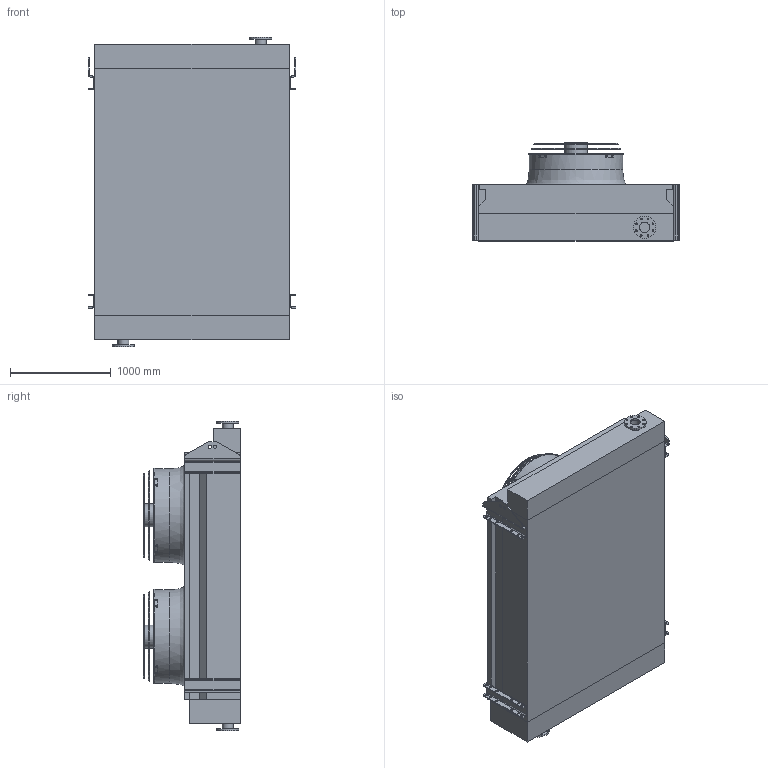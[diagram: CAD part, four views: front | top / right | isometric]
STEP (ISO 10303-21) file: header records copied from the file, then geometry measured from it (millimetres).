
FILE_DESCRIPTION (( 'STEP AP203' ), '1' );
FILE_NAME ('BOL__02M_I.STEP', '2017-03-24T09:48:13', ( 'Alfa Laval' ), ( 'Alfa Laval' ), 'SwSTEP 2.0', 'SolidWorks 2016', '' );
FILE_SCHEMA (( 'CONFIG_CONTROL_DESIGN' ));
Length unit declared in the file: millimetre
Products named in the file (4): BO_ON BOARD_LIGHT_BOCF_48T_M_2M; BOFE_I_LIGHT_BOL2M; BOFA_LIGHT_�910 IEC; BOL__02M_I
Assembly tree (4 placements, depth 2):
  BOL__02M_I
    BO_ON BOARD_LIGHT_BOCF_48T_M_2M
    BOFE_I_LIGHT_BOL2M
    BOFA_LIGHT_�910 IEC  x2
Bounding box: 2060 x 970 x 3070 mm (x, y, z)
Volume: 3398038662.4 mm3; surface area: 26130131.8 mm2
Topology: 45 solids, 47 shells, 618 faces, 1539 edges, 1029 vertices
Faces by surface type: plane 268, cylinder 230, torus 106, cone 12, bspline 2
Full cylindrical faces by diameter (mm): 18 x16, 25 x12, 30 x4, 103 x2, 108 x2, 220 x2, 228 x2, 236 x2, 262.56 x2, 276 x2, 308 x2, 328 x2, 406.8 x2, 426.8 x2, 505.6 x2, 525.6 x2, 604.4 x2, 624.4 x2, 703.2 x2, 723.2 x2, 802 x2, 926 x2
Entity records: 15766 total; most frequent: CARTESIAN_POINT 4469, DIRECTION 2349, ORIENTED_EDGE 2062, EDGE_CURVE 1031, AXIS2_PLACEMENT_3D 930, VERTEX_POINT 723, EDGE_LOOP 662, FACE_OUTER_BOUND 499
